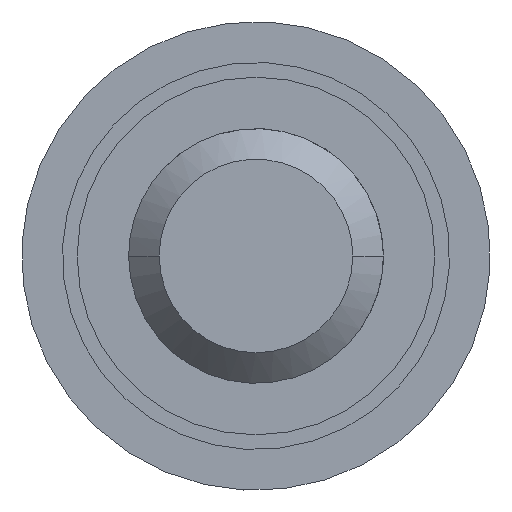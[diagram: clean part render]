
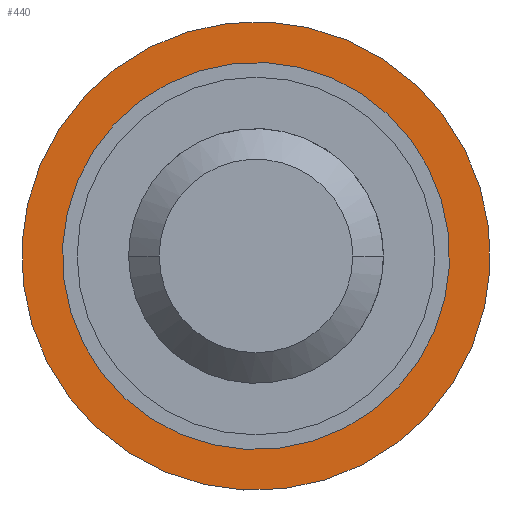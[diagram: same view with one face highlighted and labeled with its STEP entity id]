
A CAD part, front view. The second image highlights one B-rep face of the part: STEP entity #440.
In plain terms, the highlighted face is planar.
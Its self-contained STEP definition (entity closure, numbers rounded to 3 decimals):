
#10=CARTESIAN_POINT('',(2.593,2.027,11.2));
#20=DIRECTION('',(-0.,0.,-1.));
#30=DIRECTION('',(-0.122,-0.993,0.));
#40=AXIS2_PLACEMENT_3D('',#10,#20,#30);
#50=PLANE('',#40);
#60=CARTESIAN_POINT('',(0.,0.,11.2));
#70=DIRECTION('',(0.,0.,-1.));
#80=DIRECTION('',(0.993,-0.122,0.));
#90=AXIS2_PLACEMENT_3D('',#60,#70,#80);
#100=CIRCLE('',#90,1.9);
#110=CARTESIAN_POINT('',(1.886,-0.231,11.2));
#120=VERTEX_POINT('',#110);
#130=CARTESIAN_POINT('',(-0.231,-1.886,11.2));
#140=VERTEX_POINT('',#130);
#150=EDGE_CURVE('',#120,#140,#100,.T.);
#160=ORIENTED_EDGE('',*,*,#150,.F.);
#170=CARTESIAN_POINT('',(0.231,1.886,11.2));
#180=VERTEX_POINT('',#170);
#190=EDGE_CURVE('',#140,#180,#100,.T.);
#200=ORIENTED_EDGE('',*,*,#190,.F.);
#210=EDGE_CURVE('',#180,#120,#100,.T.);
#220=ORIENTED_EDGE('',*,*,#210,.F.);
#230=EDGE_LOOP('',(#220,#200,#160));
#240=FACE_BOUND('',#230,.T.);
#250=CARTESIAN_POINT('',(0.,0.,11.2))
;
#260=DIRECTION('',(0.,0.,-1.));
#270=DIRECTION('',(0.993,-0.122,0.));
#280=AXIS2_PLACEMENT_3D('',#250,#260,#270);
#290=CIRCLE('',#280,2.3);
#300=CARTESIAN_POINT('',(-0.28,-2.283,11.2));
#310=VERTEX_POINT('',#300);
#320=CARTESIAN_POINT('',(0.28,2.283,11.2));
#330=VERTEX_POINT('',#320);
#340=EDGE_CURVE('',#310,#330,#290,.T.);
#350=ORIENTED_EDGE('',*,*,#340,.T.);
#360=CARTESIAN_POINT('',(2.283,-0.28,11.2));
#370=VERTEX_POINT('',#360);
#380=EDGE_CURVE('',#370,#310,#290,.T.);
#390=ORIENTED_EDGE('',*,*,#380,.T.);
#400=EDGE_CURVE('',#330,#370,#290,.T.);
#410=ORIENTED_EDGE('',*,*,#400,.T.);
#420=EDGE_LOOP('',(#410,#390,#350));
#430=FACE_OUTER_BOUND('',#420,.T.);
#440=ADVANCED_FACE('',(#240,#430),#50,.T.);
